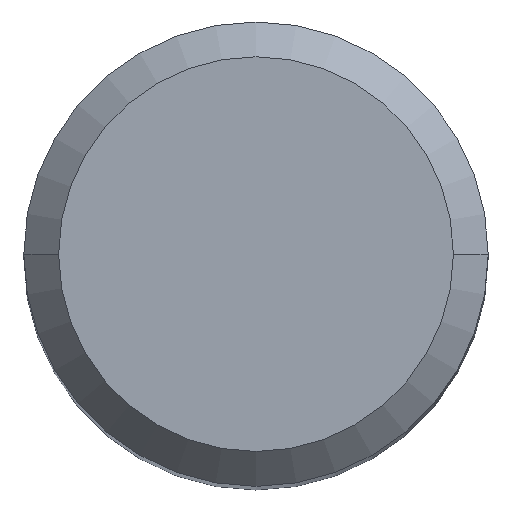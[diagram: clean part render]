
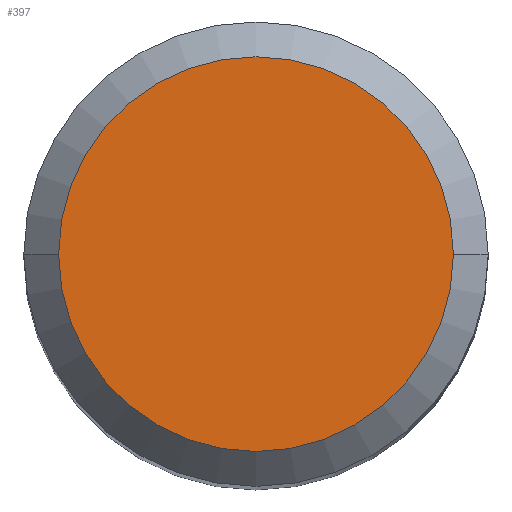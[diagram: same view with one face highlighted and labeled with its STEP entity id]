
A CAD part, top view. The second image highlights one B-rep face of the part: STEP entity #397.
In plain terms, the highlighted planar face has unit normal (0, 0, 1).
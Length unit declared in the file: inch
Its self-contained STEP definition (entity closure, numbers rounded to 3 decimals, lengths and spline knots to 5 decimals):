
#13 = VERTEX_POINT ( 'NONE', #60 ) ;
#45 = AXIS2_PLACEMENT_3D ( 'NONE', #449, #454, #305 ) ;
#60 = CARTESIAN_POINT ( 'NONE',  ( 0.16732, 0., 0. ) ) ;
#86 = CARTESIAN_POINT ( 'NONE',  ( 0., 0., 0. ) ) ;
#89 = EDGE_CURVE ( 'NONE', #13, #401, #348, .T. ) ;
#94 = DIRECTION ( 'NONE',  ( 0., 0., -1. ) ) ;
#170 = DIRECTION ( 'NONE',  ( -1., 0., 0. ) ) ;
#255 = ORIENTED_EDGE ( 'NONE', *, *, #89, .T. ) ;
#261 = FACE_OUTER_BOUND ( 'NONE', #422, .T. ) ;
#264 = CIRCLE ( 'NONE', #45, 0.16732 ) ;
#279 = AXIS2_PLACEMENT_3D ( 'NONE', #86, #94, #170 ) ;
#280 = DIRECTION ( 'NONE',  ( 1., 0., 0. ) ) ;
#292 = ORIENTED_EDGE ( 'NONE', *, *, #409, .T. ) ;
#305 = DIRECTION ( 'NONE',  ( 1., 0., 0. ) ) ;
#348 = CIRCLE ( 'NONE', #407, 0.16732 ) ;
#379 = CARTESIAN_POINT ( 'NONE',  ( -0.16732, 0., 0. ) ) ;
#397 = ADVANCED_FACE ( 'NONE', ( #261 ), #404, .F. ) ;
#401 = VERTEX_POINT ( 'NONE', #379 ) ;
#404 = PLANE ( 'NONE',  #279 ) ;
#407 = AXIS2_PLACEMENT_3D ( 'NONE', #424, #466, #280 ) ;
#409 = EDGE_CURVE ( 'NONE', #401, #13, #264, .T. ) ;
#422 = EDGE_LOOP ( 'NONE', ( #292, #255 ) ) ;
#424 = CARTESIAN_POINT ( 'NONE',  ( 0., 0., 0. ) ) ;
#449 = CARTESIAN_POINT ( 'NONE',  ( 0., 0., 0. ) ) ;
#454 = DIRECTION ( 'NONE',  ( 0., 0., 1. ) ) ;
#466 = DIRECTION ( 'NONE',  ( 0., 0., 1. ) ) ;
